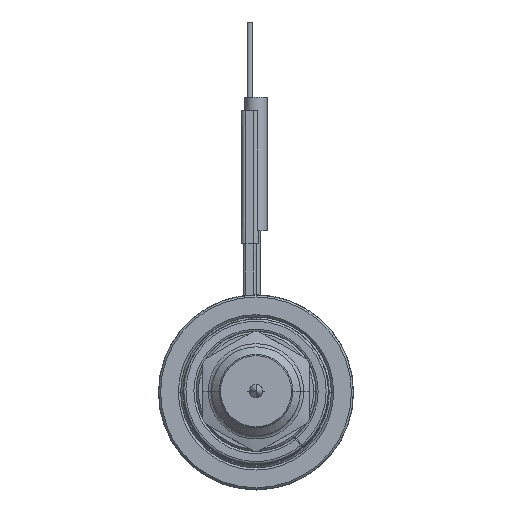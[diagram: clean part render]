
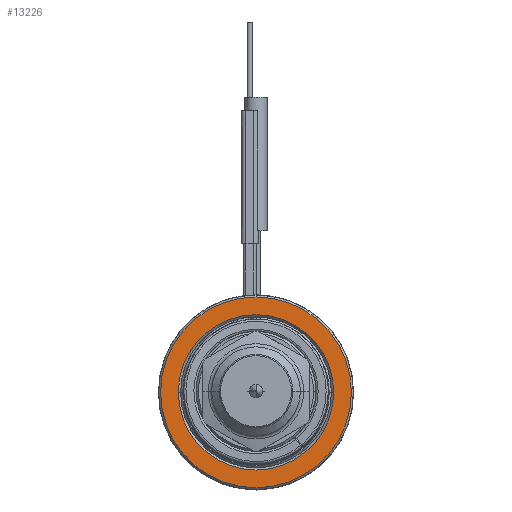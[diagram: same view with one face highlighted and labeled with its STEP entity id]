
A CAD part, top view. The second image highlights one B-rep face of the part: STEP entity #13226.
In plain terms, the highlighted planar face has unit normal (0, 0, 1).
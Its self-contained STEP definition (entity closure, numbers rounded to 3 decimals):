
#3890=CARTESIAN_POINT('',(0.,0.,40.));
#3891=DIRECTION('',(0.,0.,-1.));
#3892=DIRECTION('',(-1.,0.,0.));
#3893=AXIS2_PLACEMENT_3D('',#3890,#3891,#3892);
#3904=CARTESIAN_POINT('',(0.,0.,
40.));
#3905=DIRECTION('',(0.,0.,-1.));
#3906=DIRECTION('',(1.,0.,0.));
#3907=AXIS2_PLACEMENT_3D('',#3904,#3905,#3906);
#3918=CARTESIAN_POINT('',(0.,0.,
40.));
#3919=DIRECTION('',(0.,0.,-1.));
#3920=DIRECTION('',(1.,0.,0.));
#3921=AXIS2_PLACEMENT_3D('',#3918,#3919,#3920);
#3932=CARTESIAN_POINT('',(0.,0.,
40.));
#3933=DIRECTION('',(0.,0.,-1.));
#3934=DIRECTION('',(-1.,0.,0.));
#3935=AXIS2_PLACEMENT_3D('',#3932,#3933,#3934);
#7972=CARTESIAN_POINT('',(21.5,0.,40.));
#7973=CARTESIAN_POINT('',(-21.5,0.,40.));
#7974=VERTEX_POINT('',#7972);
#7975=VERTEX_POINT('',#7973);
#7976=CARTESIAN_POINT('',(17.5,0.,40.));
#7977=CARTESIAN_POINT('',(-17.5,0.,40.));
#7978=VERTEX_POINT('',#7976);
#7979=VERTEX_POINT('',#7977);
#13211=CARTESIAN_POINT('',(0.,0.,40.));
#13212=DIRECTION('',(0.,0.,1.));
#13213=DIRECTION('',(-1.,0.,0.));
#13214=AXIS2_PLACEMENT_3D('',#13211,#13212,#13213);
#13215=PLANE('',#13214);
#13216=ORIENTED_EDGE('',*,*,#13193,.T.);
#13217=ORIENTED_EDGE('',*,*,#13178,.T.);
#13218=EDGE_LOOP('',(#13216,#13217));
#13219=FACE_OUTER_BOUND('',#13218,.F.);
#13221=ORIENTED_EDGE('',*,*,#13220,.F.);
#13223=ORIENTED_EDGE('',*,*,#13222,.F.);
#13224=EDGE_LOOP('',(#13221,#13223));
#13225=FACE_BOUND('',#13224,.F.);
#3894=CIRCLE('',#3893,21.5);
#3908=CIRCLE('',#3907,21.5);
#3922=CIRCLE('',#3921,17.5);
#3936=CIRCLE('',#3935,17.5);
#13178=EDGE_CURVE('',#7975,#7974,#3894,.T.);
#13193=EDGE_CURVE('',#7974,#7975,#3908,.T.);
#13220=EDGE_CURVE('',#7978,#7979,#3922,.T.);
#13222=EDGE_CURVE('',#7979,#7978,#3936,.T.);
#13226=ADVANCED_FACE('',(#13219,#13225),#13215,.T.);
